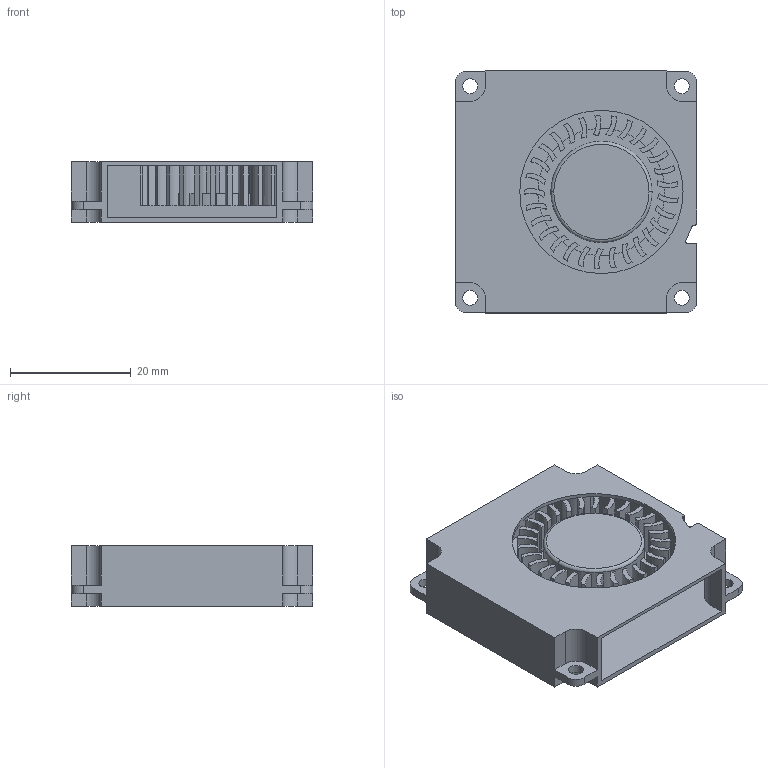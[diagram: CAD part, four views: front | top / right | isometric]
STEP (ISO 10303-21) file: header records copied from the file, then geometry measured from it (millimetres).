
FILE_DESCRIPTION (( 'STEP AP214' ), '1' );
FILE_NAME ('4010 Blower.step', '2019-11-11T12:24:03', ( '' ), ( '' ), 'SwSTEP 2.0', 'SolidWorks 2019', '' );
FILE_SCHEMA (( 'AUTOMOTIVE_DESIGN' ));
Length unit declared in the file: millimetre
Products named in the file (1): 4010 Blower
Bounding box: 40 x 40 x 10 mm (x, y, z)
Volume: 5257.9 mm3; surface area: 10387.7 mm2
Topology: 3 solids, 3 shells, 274 faces, 799 edges, 532 vertices
Faces by surface type: plane 141, cylinder 131, torus 2
Entity records: 9263 total; most frequent: DIRECTION 1673, CARTESIAN_POINT 1606, ORIENTED_EDGE 1598, EDGE_CURVE 799, AXIS2_PLACEMENT_3D 599, VERTEX_POINT 532, VECTOR 475, LINE 475
